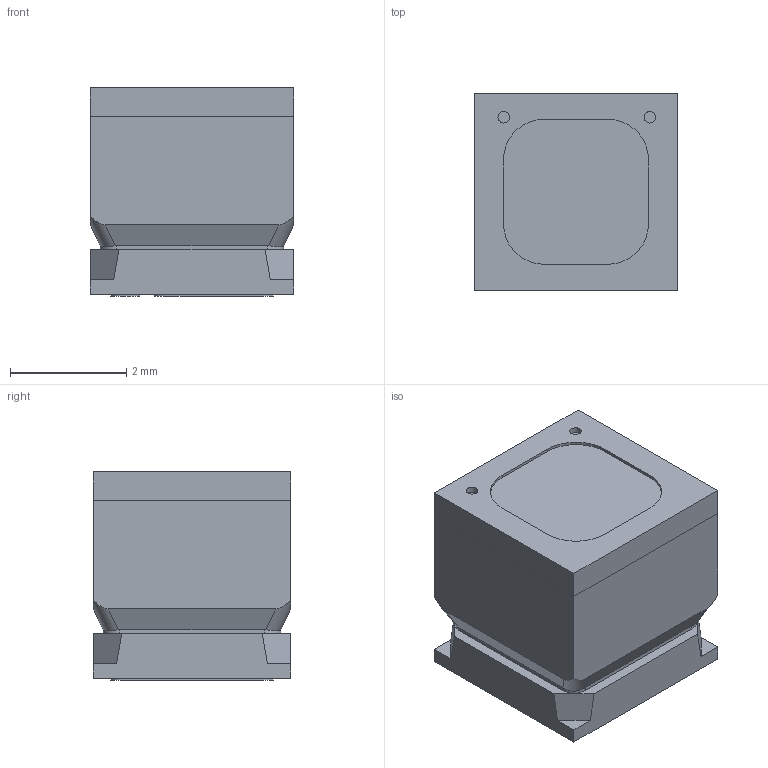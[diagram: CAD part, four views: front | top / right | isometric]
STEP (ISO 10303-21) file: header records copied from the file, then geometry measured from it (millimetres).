
FILE_DESCRIPTION(/* description */ ('Unknown'),/* implementation_level */ '2;1');
FILE_NAME(/* name */ 'APDE-00',/* time_stamp */ '2023-10-06T08:30:52+02:00',/* author */ ('Unknown'),/* organization */ ('Unknown'),/* preprocessor_version */ 'ST-DEVELOPER v18.102',/* originating_system */ 'Solid Edge',/* authorisation */ 'Unknown');
FILE_SCHEMA (('AUTOMOTIVE_DESIGN {1 0 10303 214 3 1 1}'));
Length unit declared in the file: millimetre
Products named in the file (1): APDE-00
Bounding box: 3.5 x 3.4 x 3.59 mm (x, y, z)
Volume: 41.5 mm3; surface area: 75.5 mm2
Topology: 1 solids, 1 shells, 70 faces, 182 edges, 120 vertices
Faces by surface type: plane 48, cylinder 22
Full cylindrical faces by diameter (mm): 0.2 x2
Entity records: 2651 total; most frequent: DIRECTION 374, CARTESIAN_POINT 371, ORIENTED_EDGE 360, EDGE_CURVE 180, LINE 128, VECTOR 128, AXIS2_PLACEMENT_3D 123, VERTEX_POINT 120
